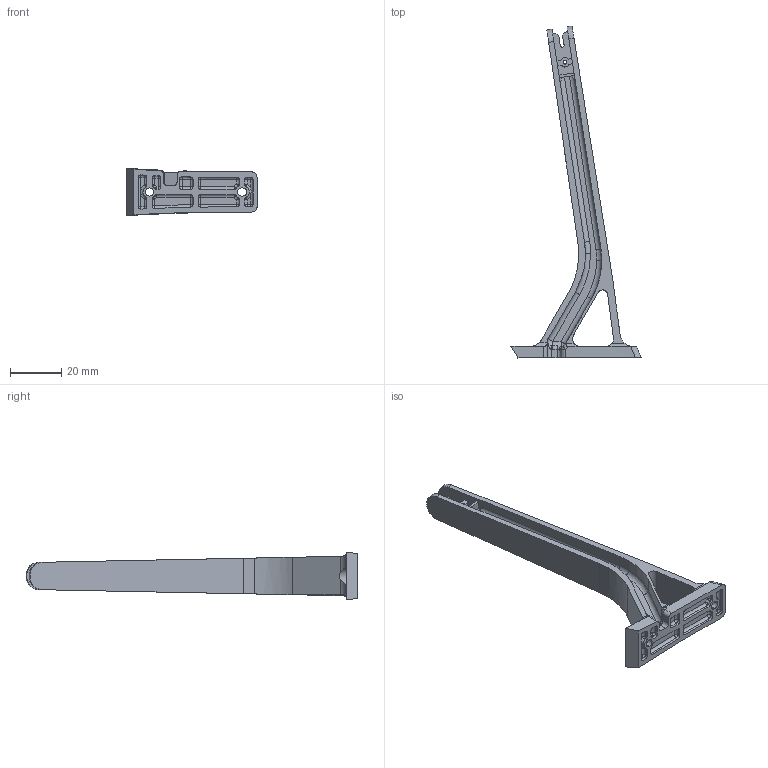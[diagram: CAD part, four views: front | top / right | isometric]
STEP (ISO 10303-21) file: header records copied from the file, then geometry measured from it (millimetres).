
FILE_DESCRIPTION (( 'STEP AP203' ), '1' );
FILE_NAME ('3DR-Solo-Leg-Rev-B_Default_sldprt.STEP', '2022-12-29T04:43:43', ( '' ), ( '' ), 'SwSTEP 2.0', 'SolidWorks 2019', '' );
FILE_SCHEMA (( 'CONFIG_CONTROL_DESIGN' ));
Length unit declared in the file: millimetre
Products named in the file (1): 3DR-Solo-Leg-Rev-B_Default_sldprt
Bounding box: 50.95 x 130.04 x 18.5 mm (x, y, z)
Volume: 12756 mm3; surface area: 12206.9 mm2
Topology: 1 solids, 1 shells, 326 faces, 837 edges, 490 vertices
Faces by surface type: cylinder 126, plane 102, sphere 42, bspline 38, torus 16, cone 2
Entity records: 10928 total; most frequent: CARTESIAN_POINT 3450, ORIENTED_EDGE 1604, DIRECTION 1503, EDGE_CURVE 802, AXIS2_PLACEMENT_3D 560, VERTEX_POINT 483, VECTOR 383, LINE 383
